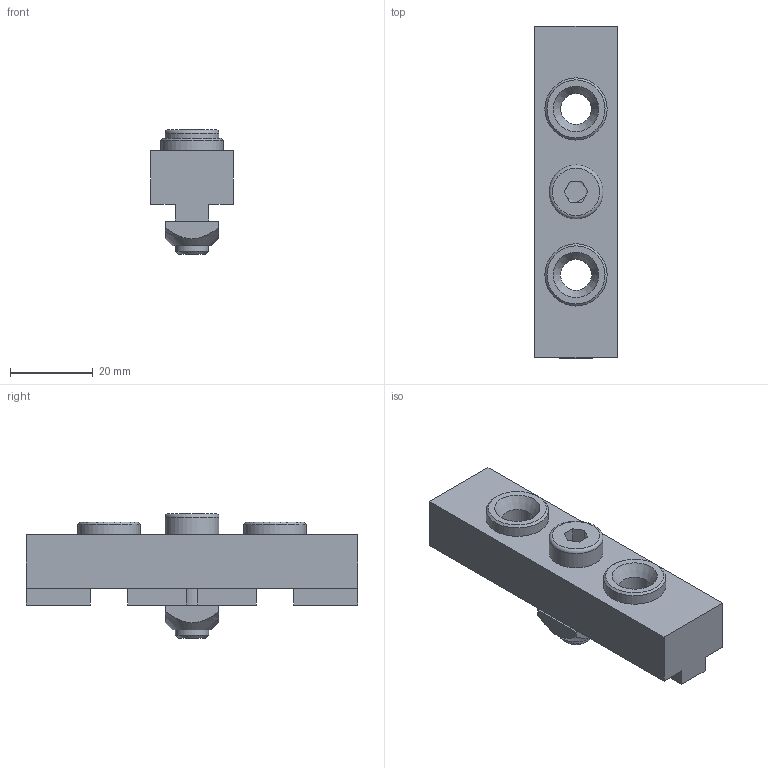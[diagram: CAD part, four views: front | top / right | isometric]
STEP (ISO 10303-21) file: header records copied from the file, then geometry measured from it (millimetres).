
FILE_DESCRIPTION(/* description */ (''),/* implementation_level */ '2;1');
FILE_NAME(/* name */ '990019.stp',/* time_stamp */ '2019-01-19T07:04:50+01:00',/* author */ ('Coufal'),/* organization */ ('Alutec K&K'),/* preprocessor_version */ 'ST-DEVELOPER v17',/* originating_system */ 'Autodesk Inventor 2018',/* authorisation */ '');
FILE_SCHEMA (('AUTOMOTIVE_DESIGN { 1 0 10303 214 3 1 1 }'));
Length unit declared in the file: millimetre
Products named in the file (6): 990019; 990019_01; 990019_02; 200825-210800; 200825; 210800
Assembly tree (6 placements, depth 3):
  990019
    990019_01
    990019_02  x2
    200825-210800
      200825
      210800
Bounding box: 20 x 80 x 30 mm (x, y, z)
Volume: 23163.5 mm3; surface area: 11091.5 mm2
Topology: 5 solids, 5 shells, 64 faces, 176 edges, 122 vertices
Faces by surface type: plane 40, cylinder 12, cone 10, torus 2
Full cylindrical faces by diameter (mm): 6.647 x1, 7.5 x2, 8 x1, 8.5 x1, 12 x4, 13 x1, 15 x2
Entity records: 2035 total; most frequent: CARTESIAN_POINT 350, DIRECTION 332, ORIENTED_EDGE 306, EDGE_CURVE 153, AXIS2_PLACEMENT_3D 124, VERTEX_POINT 106, LINE 84, VECTOR 84
